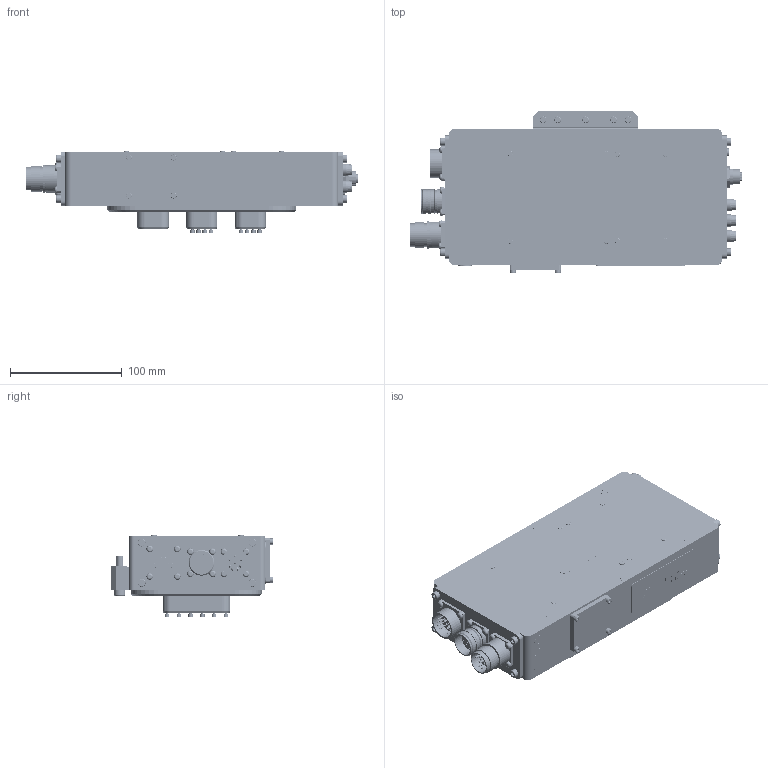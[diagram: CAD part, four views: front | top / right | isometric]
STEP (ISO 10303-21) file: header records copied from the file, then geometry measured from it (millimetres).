
FILE_DESCRIPTION (( 'STEP AP214' ), '1' );
FILE_NAME ('P7501-012.STEP', '2023-10-24T10:42:03', ( '' ), ( '' ), 'SwSTEP 2.0', 'SolidWorks 2021', '' );
FILE_SCHEMA (( 'AUTOMOTIVE_DESIGN' ));
Length unit declared in the file: millimetre
Products named in the file (1): P7501-012
Bounding box: 296.8 x 145 x 73.3 mm (x, y, z)
Volume: 1705439.7 mm3; surface area: 388906 mm2
Topology: 167 solids, 173 shells, 7687 faces, 18783 edges, 12175 vertices
Faces by surface type: plane 3656, cylinder 1869, bspline 1562, cone 394, torus 192, sphere 14
Entity records: 384089 total; most frequent: CARTESIAN_POINT 124160, ORIENTED_EDGE 37322, DIRECTION 31932, EDGE_CURVE 18661, VERTEX_POINT 12157, VECTOR 10806, LINE 10806, AXIS2_PLACEMENT_3D 10563
